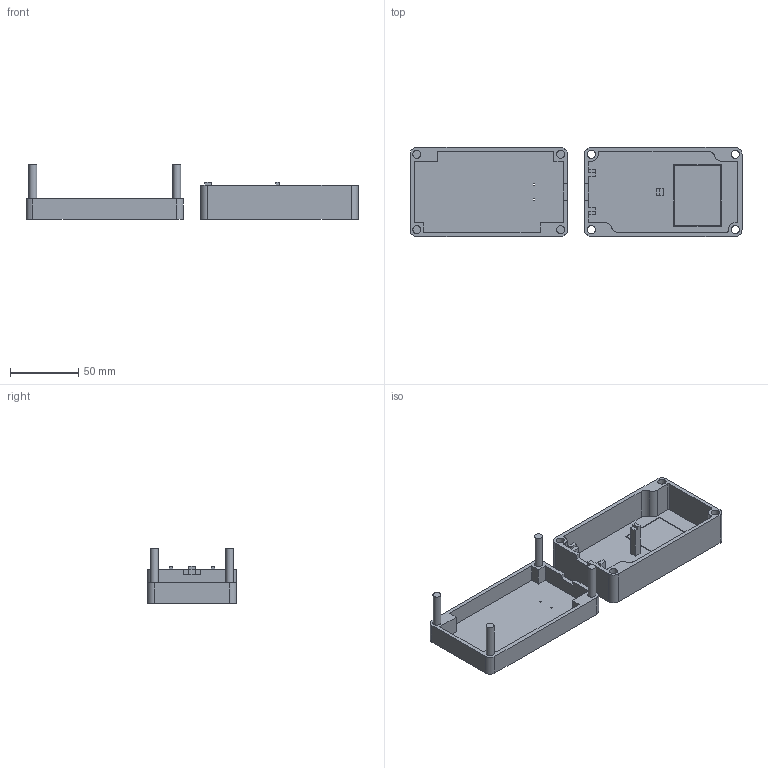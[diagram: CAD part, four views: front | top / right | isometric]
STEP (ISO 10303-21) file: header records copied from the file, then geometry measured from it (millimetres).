
FILE_DESCRIPTION(('FreeCAD Model'),'2;1');
FILE_NAME('Open CASCADE Shape Model','2025-05-31T17:02:12',(''),(''), 'Open CASCADE STEP processor 7.8','FreeCAD','Unknown');
FILE_SCHEMA(('AUTOMOTIVE_DESIGN { 1 0 10303 214 1 1 1 1 }'));
Length unit declared in the file: millimetre
Products named in the file (3): QuakeCord_case; case; cap
Assembly tree (2 placements, depth 2):
  QuakeCord_case
    case
    cap
Bounding box: 242.5 x 65 x 40 mm (x, y, z)
Volume: 79709.9 mm3; surface area: 60323.3 mm2
Topology: 2 solids, 2 shells, 113 faces, 304 edges, 202 vertices
Faces by surface type: plane 85, cylinder 26, bspline 2
Full cylindrical faces by diameter (mm): 5.8 x4, 6 x4
Entity records: 3708 total; most frequent: CARTESIAN_POINT 750, ORIENTED_EDGE 608, DIRECTION 576, EDGE_CURVE 304, LINE 244, VECTOR 244, VERTEX_POINT 202, AXIS2_PLACEMENT_3D 166
